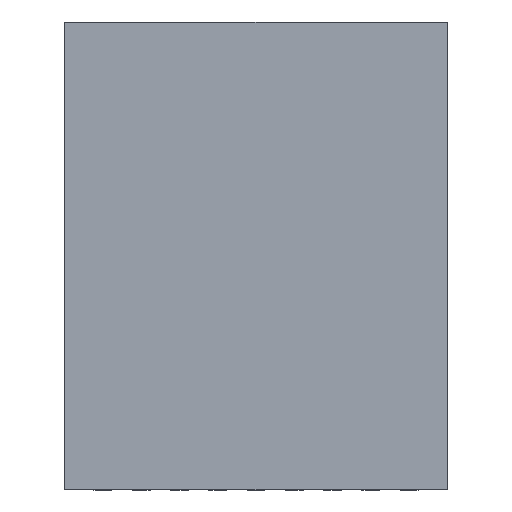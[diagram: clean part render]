
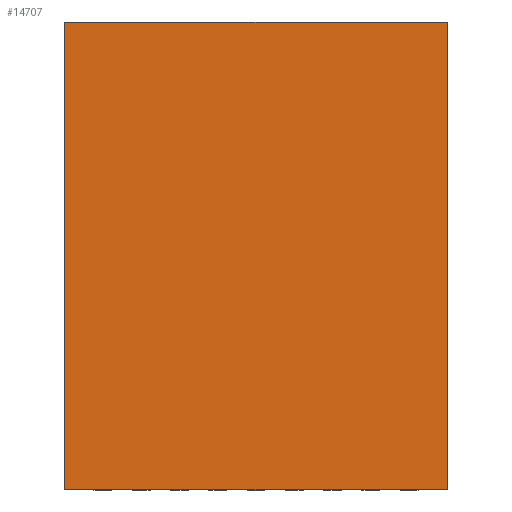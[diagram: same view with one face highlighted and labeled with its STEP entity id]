
A CAD part, top view. The second image highlights one B-rep face of the part: STEP entity #14707.
In plain terms, the highlighted face is planar.
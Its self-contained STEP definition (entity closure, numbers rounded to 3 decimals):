
#3377=ORIENTED_EDGE('',*,*,#4685,.T.);
#3378=ORIENTED_EDGE('',*,*,#4760,.T.);
#3379=ORIENTED_EDGE('',*,*,#4547,.T.);
#3380=ORIENTED_EDGE('',*,*,#4676,.T.);
#4547=EDGE_CURVE('',#5821,#5820,#7047,.T.);
#4676=EDGE_CURVE('',#5820,#5899,#7176,.T.);
#4685=EDGE_CURVE('',#5899,#5903,#7185,.T.);
#4760=EDGE_CURVE('',#5903,#5821,#7260,.T.);
#5820=VERTEX_POINT('',#20555);
#5821=VERTEX_POINT('',#20557);
#5899=VERTEX_POINT('',#20785);
#5903=VERTEX_POINT('',#20801);
#7047=LINE('',#20556,#8491);
#7176=LINE('',#20786,#8620);
#7185=LINE('',#20802,#8629);
#7260=LINE('',#20934,#8704);
#8491=VECTOR('',#17405,1000.);
#8620=VECTOR('',#17578,1000.);
#8629=VECTOR('',#17593,1000.);
#8704=VECTOR('',#17704,1000.);
#9436=EDGE_LOOP('',(#3377,#3378,#3379,#3380));
#9974=FACE_BOUND('',#9436,.T.);
#10440=PLANE('',#15381);
#14707=ADVANCED_FACE('',(#9974),#10440,.T.);
#15381=AXIS2_PLACEMENT_3D('',#21328,#18161,#18162);
#17405=DIRECTION('',(0.,-1.,0.));
#17578=DIRECTION('',(-1.,0.,0.));
#17593=DIRECTION('',(0.,1.,0.));
#17704=DIRECTION('',(1.,0.,0.));
#18161=DIRECTION('',(0.,0.,-1.));
#18162=DIRECTION('',(1.,0.,0.));
#20555=CARTESIAN_POINT('',(5.5,-4.5,-2.6));
#20556=CARTESIAN_POINT('',(5.5,4.5,-2.6));
#20557=CARTESIAN_POINT('',(5.5,4.5,-2.6));
#20785=CARTESIAN_POINT('',(-5.5,-4.5,-2.6));
#20786=CARTESIAN_POINT('',(5.5,-4.5,-2.6));
#20801=CARTESIAN_POINT('',(-5.5,4.5,-2.6));
#20802=CARTESIAN_POINT('',(-5.5,-4.5,-2.6));
#20934=CARTESIAN_POINT('',(-5.5,4.5,-2.6));
#21328=CARTESIAN_POINT('',(0.,0.,-2.6));
